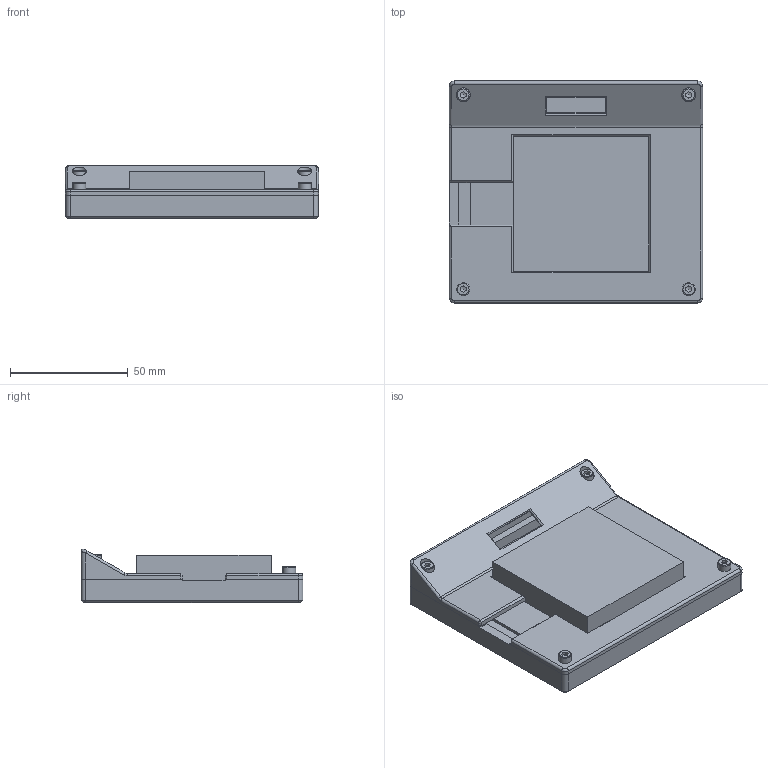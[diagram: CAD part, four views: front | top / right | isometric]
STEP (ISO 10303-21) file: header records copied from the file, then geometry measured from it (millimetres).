
FILE_DESCRIPTION(/* description */ ('STEP AP242','CAx-IF Rec.Pracs.---Representation and Presentation of Product Manufacturing Information (PMI)---4.0---2014-10-13','CAx-IF Rec.Pracs.---3D Tessellated Geometry---0.4---2014-09-14','2;1'),/* implementation_level */ '2;1');
FILE_NAME(/* name */ '685f266d5171274e6eff7668',/* time_stamp */ '2025-06-27T23:17:01Z',/* author */ (''),/* organization */ (''),/* preprocessor_version */ 'ST-DEVELOPER v20',/* originating_system */ 'ONSHAPE BY PTC INC, 1.200',/* authorisation */ ' ');
FILE_SCHEMA (('AP242_MANAGED_MODEL_BASED_3D_ENGINEERING_MIM_LF { 1 0 10303 442 1 1 4 }'));
Length unit declared in the file: metre
Products named in the file (5): Fi-Pad; Hex socket head cap screw M3x0.50 x 10; Base; PCB; Top
Assembly tree (7 placements, depth 2):
  Fi-Pad
    Hex socket head cap screw M3x0.50 x 10  x4
    Base
    PCB
    Top
Bounding box: 107.3 x 94.1 x 22.8 mm (x, y, z)
Volume: 119006.7 mm3; surface area: 58912.1 mm2
Topology: 7 solids, 7 shells, 238 faces, 540 edges, 336 vertices
Faces by surface type: plane 148, cylinder 54, cone 18, torus 16, bspline 2
Full cylindrical faces by diameter (mm): 3 x4, 3.15 x4, 3.2 x8, 3.7 x4, 5 x4, 5.5 x4, 6 x2
Entity records: 4770 total; most frequent: DIRECTION 824, CARTESIAN_POINT 814, ORIENTED_EDGE 710, EDGE_CURVE 355, AXIS2_PLACEMENT_3D 294, VERTEX_POINT 242, LINE 236, VECTOR 236
